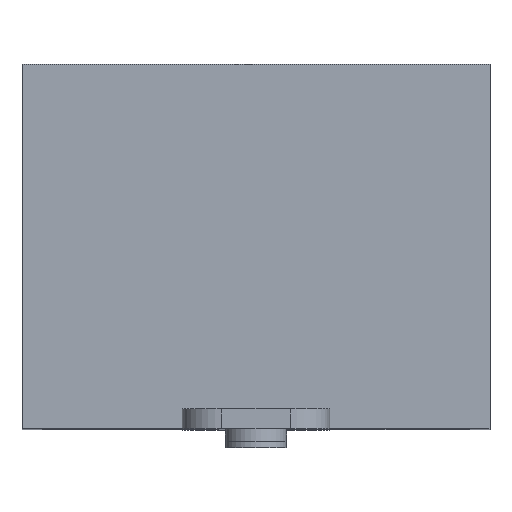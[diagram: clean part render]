
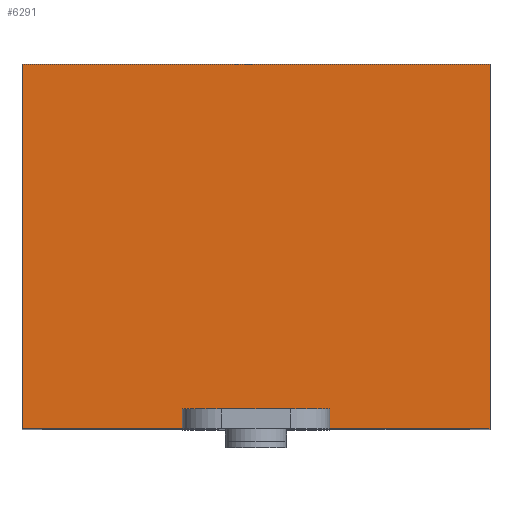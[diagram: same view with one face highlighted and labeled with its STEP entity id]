
A CAD part, top view. The second image highlights one B-rep face of the part: STEP entity #6291.
In plain terms, the highlighted planar face has unit normal (0, 0, 1).
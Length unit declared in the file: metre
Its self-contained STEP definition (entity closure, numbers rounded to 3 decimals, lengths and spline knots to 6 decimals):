
#842=ORIENTED_EDGE('',*,*,#2556,.F.);
#843=ORIENTED_EDGE('',*,*,#2557,.F.);
#844=ORIENTED_EDGE('',*,*,#2558,.T.);
#845=ORIENTED_EDGE('',*,*,#2559,.F.);
#846=ORIENTED_EDGE('',*,*,#2554,.F.);
#847=ORIENTED_EDGE('',*,*,#2397,.T.);
#848=ORIENTED_EDGE('',*,*,#2560,.T.);
#849=ORIENTED_EDGE('',*,*,#2561,.F.);
#2397=EDGE_CURVE('',#3263,#3262,#3921,.T.);
#2554=EDGE_CURVE('',#3263,#3369,#4075,.T.);
#2556=EDGE_CURVE('',#3370,#3371,#4077,.T.);
#2557=EDGE_CURVE('',#3372,#3370,#4078,.T.);
#2558=EDGE_CURVE('',#3372,#3373,#4079,.T.);
#2559=EDGE_CURVE('',#3369,#3373,#4080,.T.);
#2560=EDGE_CURVE('',#3262,#3374,#4081,.T.);
#2561=EDGE_CURVE('',#3371,#3374,#4082,.T.);
#3262=VERTEX_POINT('',#9303);
#3263=VERTEX_POINT('',#9305);
#3369=VERTEX_POINT('',#9572);
#3370=VERTEX_POINT('',#9576);
#3371=VERTEX_POINT('',#9577);
#3372=VERTEX_POINT('',#9579);
#3373=VERTEX_POINT('',#9581);
#3374=VERTEX_POINT('',#9584);
#3921=LINE('',#9304,#4792);
#4075=LINE('',#9571,#4946);
#4077=LINE('',#9575,#4948);
#4078=LINE('',#9578,#4949);
#4079=LINE('',#9580,#4950);
#4080=LINE('',#9582,#4951);
#4081=LINE('',#9583,#4952);
#4082=LINE('',#9585,#4953);
#4792=VECTOR('',#7439,1.);
#4946=VECTOR('',#7607,1.);
#4948=VECTOR('',#7611,1.);
#4949=VECTOR('',#7612,1.);
#4950=VECTOR('',#7613,1.);
#4951=VECTOR('',#7614,1.);
#4952=VECTOR('',#7615,1.);
#4953=VECTOR('',#7616,1.);
#5367=EDGE_LOOP('',(#842,#843,#844,#845,#846,#847,#848,#849));
#5731=FACE_BOUND('',#5367,.T.);
#6030=PLANE('',#6610);
#6291=ADVANCED_FACE('',(#5731),#6030,.T.);
#6610=AXIS2_PLACEMENT_3D('',#9574,#7609,#7610);
#7439=DIRECTION('',(-1.,0.,0.));
#7607=DIRECTION('',(0.,-1.,0.));
#7609=DIRECTION('',(0.,0.,1.));
#7610=DIRECTION('',(1.,0.,0.));
#7611=DIRECTION('',(0.,-1.,0.));
#7612=DIRECTION('',(-1.,0.,0.));
#7613=DIRECTION('',(0.,-1.,0.));
#7614=DIRECTION('',(-1.,0.,0.));
#7615=DIRECTION('',(0.,-1.,0.));
#7616=DIRECTION('',(-1.,0.,0.));
#9303=CARTESIAN_POINT('',(-0.02375,0.037,0.036));
#9304=CARTESIAN_POINT('',(0.,0.037,0.036));
#9305=CARTESIAN_POINT('',(0.02375,0.037,0.036));
#9571=CARTESIAN_POINT('',(0.02375,0.035,0.036));
#9572=CARTESIAN_POINT('',(0.02375,0.,0.036));
#9574=CARTESIAN_POINT('',(0.,0.035,0.036));
#9575=CARTESIAN_POINT('',(-0.007494,0.002,0.036));
#9576=CARTESIAN_POINT('',(-0.007494,0.002,0.036));
#9577=CARTESIAN_POINT('',(-0.007494,0.,0.036));
#9578=CARTESIAN_POINT('',(0.,0.002,0.036));
#9579=CARTESIAN_POINT('',(0.007494,0.002,0.036));
#9580=CARTESIAN_POINT('',(0.007494,0.002,0.036));
#9581=CARTESIAN_POINT('',(0.007494,0.,0.036));
#9582=CARTESIAN_POINT('',(0.,0.,0.036));
#9583=CARTESIAN_POINT('',(-0.02375,0.035,0.036));
#9584=CARTESIAN_POINT('',(-0.02375,0.,0.036));
#9585=CARTESIAN_POINT('',(0.,0.,0.036));
